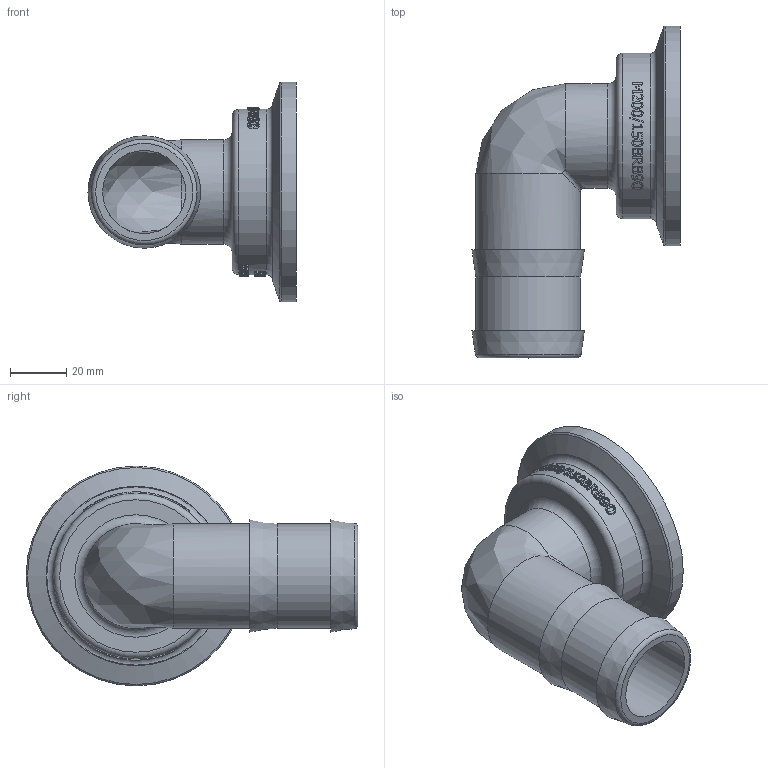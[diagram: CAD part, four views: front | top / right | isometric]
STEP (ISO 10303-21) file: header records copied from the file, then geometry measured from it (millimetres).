
FILE_DESCRIPTION((''),'2;1');
FILE_NAME('M200150BRB90.stp','2013-04-09T09:18:11',('mclevenger'),(''),'Autodesk Inventor 2013','Autodesk Inventor 2013','');
FILE_SCHEMA(('AUTOMOTIVE_DESIGN { 1 0 10303 214 1 1 1 1 }'));
Length unit declared in the file: inch
Products named in the file (1): M200150BRB90
Bounding box: 73.79 x 117.73 x 77.98 mm (x, y, z)
Volume: 97287.1 mm3; surface area: 36252.8 mm2
Topology: 1 solids, 1 shells, 442 faces, 1167 edges, 774 vertices
Faces by surface type: plane 193, bspline 188, cylinder 52, torus 5, cone 4
Full cylindrical faces by diameter (mm): 29.464 x2, 37.084 x3, 55.626 x1, 58.674 x1, 77.978 x1
Entity records: 16996 total; most frequent: CARTESIAN_POINT 7128, ORIENTED_EDGE 2288, DIRECTION 1561, EDGE_CURVE 1144, VERTEX_POINT 770, AXIS2_PLACEMENT_3D 534, EDGE_LOOP 510, VECTOR 493
